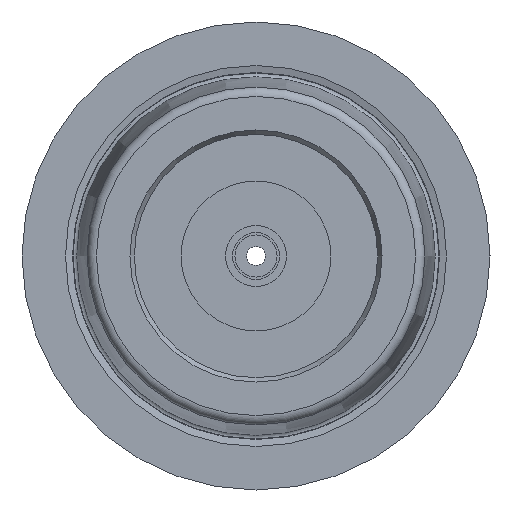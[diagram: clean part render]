
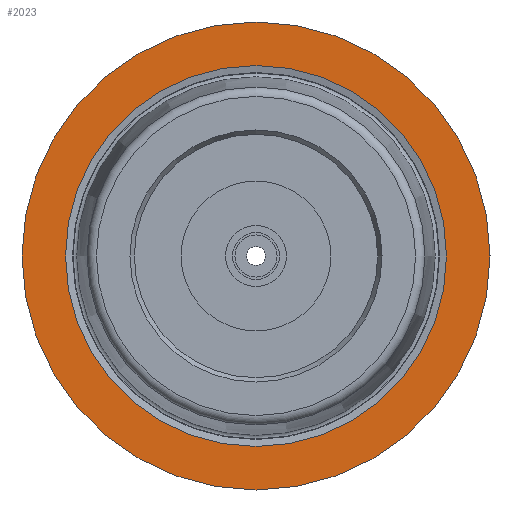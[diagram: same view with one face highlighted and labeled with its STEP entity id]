
A CAD part, left-side view. The second image highlights one B-rep face of the part: STEP entity #2023.
In plain terms, the highlighted planar face has unit normal (-1, 0, 0).
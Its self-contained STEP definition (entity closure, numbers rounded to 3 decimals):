
#1989=CARTESIAN_POINT('',(0.,20.35,0.0));
#1990=VERTEX_POINT('',#1989);
#1991=CARTESIAN_POINT('',(0.,0.0,0.0));
#1992=DIRECTION('',(1.0,0.0,0.0));
#1993=DIRECTION('',(0.0,1.0,0.0));
#1994=AXIS2_PLACEMENT_3D('',#1991,#1992,#1993);
#1995=CIRCLE('',#1994,20.35);
#1996=EDGE_CURVE('',#1990,#1990,#1995,.T.);
#2004=CARTESIAN_POINT('',(0.,22.675,0.0));
#2005=DIRECTION('',(-1.0,0.0,0.0));
#2006=DIRECTION('',(0.0,0.0,1.0));
#2007=AXIS2_PLACEMENT_3D('',#2004,#2005,#2006);
#2008=PLANE('',#2007);
#2009=CARTESIAN_POINT('',(0.,25.,0.0));
#2010=VERTEX_POINT('',#2009);
#2011=CARTESIAN_POINT('',(0.,0.0,0.0));
#2012=DIRECTION('',(1.0,0.0,0.0));
#2013=DIRECTION('',(0.0,1.0,0.0));
#2014=AXIS2_PLACEMENT_3D('',#2011,#2012,#2013);
#2015=CIRCLE('',#2014,25.);
#2016=EDGE_CURVE('',#2010,#2010,#2015,.T.);
#2017=ORIENTED_EDGE('',*,*,#2016,.F.);
#2018=EDGE_LOOP('',(#2017));
#2019=FACE_OUTER_BOUND('',#2018,.T.);
#2020=ORIENTED_EDGE('',*,*,#1996,.T.);
#2021=EDGE_LOOP('',(#2020));
#2022=FACE_BOUND('',#2021,.T.);
#2023=ADVANCED_FACE('',(#2019,#2022),#2008,.T.);
